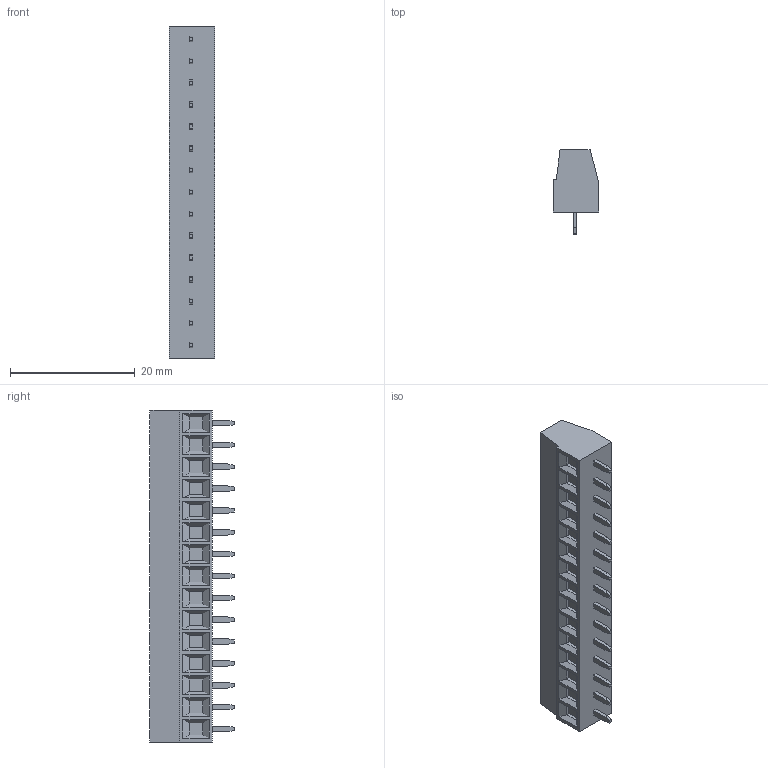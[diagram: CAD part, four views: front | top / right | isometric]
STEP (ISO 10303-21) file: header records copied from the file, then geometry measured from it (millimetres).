
FILE_DESCRIPTION((''),'2;1');
FILE_NAME('PRT0050','2024-10-31T',('yanfa'),(''),'PRO/ENGINEER BY PARAMETRIC TECHNOLOGY CORPORATION, 2009280','PRO/ENGINEER BY PARAMETRIC TECHNOLOGY CORPORATION, 2009280','');
FILE_SCHEMA(('AUTOMOTIVE_DESIGN_CC2 { 1 2 10303 214 -1 1 5 2 }'));
Length unit declared in the file: millimetre
Products named in the file (1): PRT0050
Bounding box: 7.3 x 13.5 x 53.2 mm (x, y, z)
Volume: 3286.9 mm3; surface area: 2565.1 mm2
Topology: 1 solids, 1 shells, 549 faces, 1281 edges, 794 vertices
Faces by surface type: plane 339, cylinder 120, cone 60, torus 30
Entity records: 15575 total; most frequent: CARTESIAN_POINT 2894, DIRECTION 2649, ORIENTED_EDGE 2562, EDGE_CURVE 1281, VECTOR 891, LINE 891, AXIS2_PLACEMENT_3D 879, VERTEX_POINT 794
